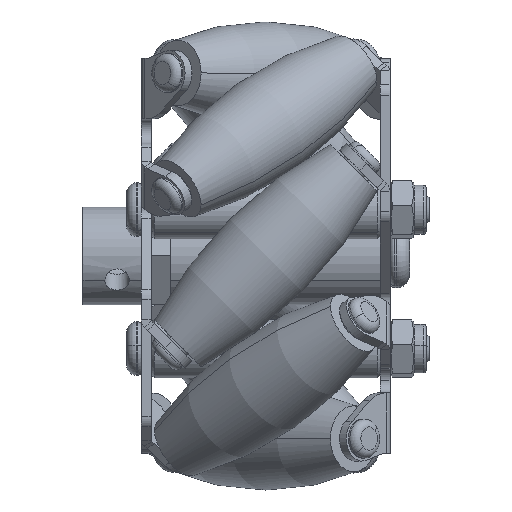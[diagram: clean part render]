
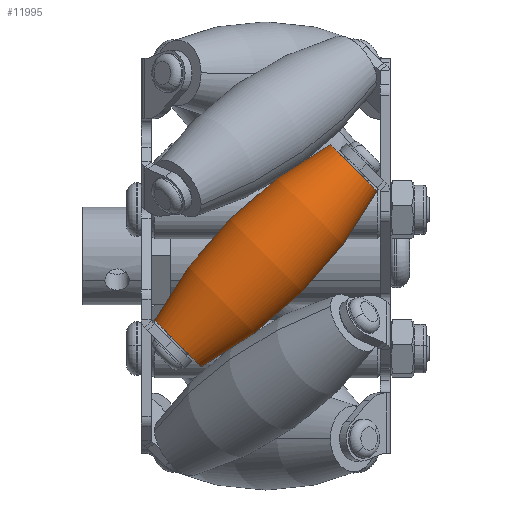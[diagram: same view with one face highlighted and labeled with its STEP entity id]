
A CAD part, top view. The second image highlights one B-rep face of the part: STEP entity #11995.
In plain terms, the highlighted toroidal (fillet/blend) face has major radius 38.95 mm and minor radius 44.2 mm.
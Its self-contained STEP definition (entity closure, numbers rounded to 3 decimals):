
#753 = EDGE_CURVE ( 'NONE', #7530, #7737, #14593, .T. ) ;
#862 = VERTEX_POINT ( 'NONE', #11305 ) ;
#1098 = CARTESIAN_POINT ( 'NONE',  ( -27.542, 18.75, 27.542 ) ) ;
#1142 = ORIENTED_EDGE ( 'NONE', *, *, #4173, .F. ) ;
#1197 = CIRCLE ( 'NONE', #13062, 3.371 ) ;
#1389 = DIRECTION ( 'NONE',  ( -0.707, 0., -0.707 ) ) ;
#1590 = CARTESIAN_POINT ( 'NONE',  ( -6.632, 18.75, -11.399 ) ) ;
#2092 = DIRECTION ( 'NONE',  ( -0.707, 0., -0.707 ) ) ;
#2333 = DIRECTION ( 'NONE',  ( 0., 0., 1. ) ) ;
#2639 = DIRECTION ( 'NONE',  ( 0., -1., 0. ) ) ;
#2978 = FACE_OUTER_BOUND ( 'NONE', #5066, .T. ) ;
#3147 = ORIENTED_EDGE ( 'NONE', *, *, #13809, .F. ) ;
#3742 = CARTESIAN_POINT ( 'NONE',  ( -11.399, 18.75, -6.632 ) ) ;
#3921 = CARTESIAN_POINT ( 'NONE',  ( 0., 18.75, 0. ) ) ;
#4173 = EDGE_CURVE ( 'NONE', #862, #15975, #6929, .T. ) ;
#4738 = ORIENTED_EDGE ( 'NONE', *, *, #10521, .T. ) ;
#4854 = CARTESIAN_POINT ( 'NONE',  ( -9.016, 18.75, -9.016 ) ) ;
#5066 = EDGE_LOOP ( 'NONE', ( #4738, #5594, #3147, #1142 ) ) ;
#5163 = CIRCLE ( 'NONE', #11529, 3.371 ) ;
#5594 = ORIENTED_EDGE ( 'NONE', *, *, #753, .T. ) ;
#6091 = DIRECTION ( 'NONE',  ( -0.707, 0., 0.707 ) ) ;
#6275 = TOROIDAL_SURFACE ( 'NONE', #10503, -38.95, 44.2 ) ;
#6818 = AXIS2_PLACEMENT_3D ( 'NONE', #10124, #2639, #11360 ) ;
#6929 = CIRCLE ( 'NONE', #6818, 44.2 ) ;
#7530 = VERTEX_POINT ( 'NONE', #14942 ) ;
#7660 = DIRECTION ( 'NONE',  ( -0.707, 0., 0.707 ) ) ;
#7737 = VERTEX_POINT ( 'NONE', #1590 ) ;
#8704 = AXIS2_PLACEMENT_3D ( 'NONE', #1098, #9820, #2333 ) ;
#9556 = CARTESIAN_POINT ( 'NONE',  ( 9.016, 18.75, 9.016 ) ) ;
#9820 = DIRECTION ( 'NONE',  ( 0., 1., 0. ) ) ;
#10124 = CARTESIAN_POINT ( 'NONE',  ( 27.542, 18.75, -27.542 ) ) ;
#10503 = AXIS2_PLACEMENT_3D ( 'NONE', #3921, #1389, #7660 ) ;
#10521 = EDGE_CURVE ( 'NONE', #862, #7530, #5163, .T. ) ;
#10822 = DIRECTION ( 'NONE',  ( -0.707, 0., 0.707 ) ) ;
#11305 = CARTESIAN_POINT ( 'NONE',  ( 6.632, 18.75, 11.399 ) ) ;
#11360 = DIRECTION ( 'NONE',  ( 0., 0., -1. ) ) ;
#11529 = AXIS2_PLACEMENT_3D ( 'NONE', #9556, #2092, #10822 ) ;
#11995 = ADVANCED_FACE ( 'NONE', ( #2978 ), #6275, .T. ) ;
#13062 = AXIS2_PLACEMENT_3D ( 'NONE', #4854, #13629, #6091 ) ;
#13629 = DIRECTION ( 'NONE',  ( -0.707, 0., -0.707 ) ) ;
#13809 = EDGE_CURVE ( 'NONE', #15975, #7737, #1197, .T. ) ;
#14593 = CIRCLE ( 'NONE', #8704, 44.2 ) ;
#14942 = CARTESIAN_POINT ( 'NONE',  ( 11.399, 18.75, 6.632 ) ) ;
#15975 = VERTEX_POINT ( 'NONE', #3742 ) ;
